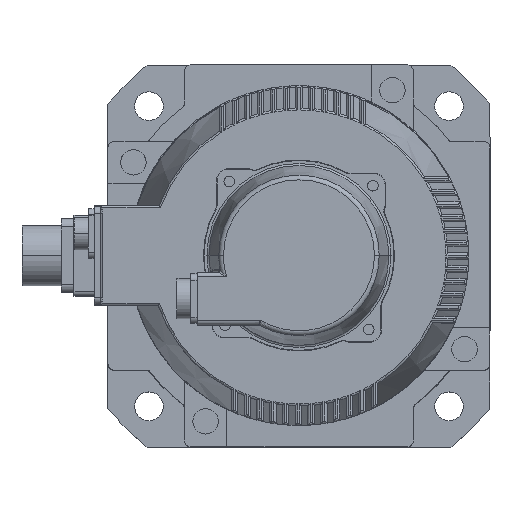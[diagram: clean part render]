
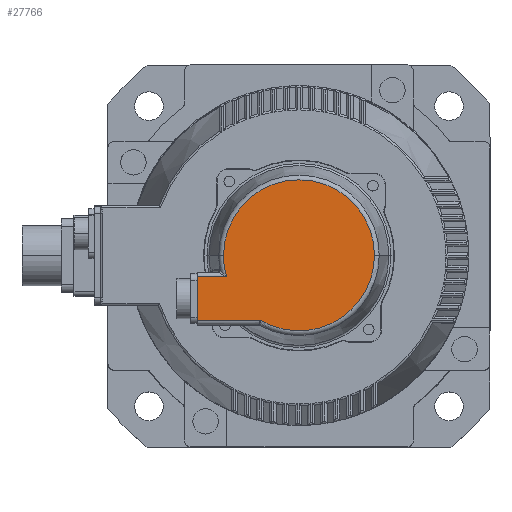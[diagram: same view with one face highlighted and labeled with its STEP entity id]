
A CAD part, top view. The second image highlights one B-rep face of the part: STEP entity #27766.
In plain terms, the highlighted face is planar.
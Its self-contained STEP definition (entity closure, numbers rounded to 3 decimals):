
#231 = EDGE_CURVE ( 'NONE', #27657, #8837, #11048, .T. ) ;
#546 = DIRECTION ( 'NONE',  ( 0., 0., -1. ) ) ;
#1522 = EDGE_CURVE ( 'NONE', #21162, #5276, #6938, .T. ) ;
#1644 = DIRECTION ( 'NONE',  ( 0., 0., 1. ) ) ;
#3598 = VERTEX_POINT ( 'NONE', #25509 ) ;
#3601 = CIRCLE ( 'NONE', #27069, 35.574 ) ;
#3809 = DIRECTION ( 'NONE',  ( 0., 0., -1. ) ) ;
#4966 = DIRECTION ( 'NONE',  ( 0., -1., 0. ) ) ;
#4984 = DIRECTION ( 'NONE',  ( 0., 0., -1. ) ) ;
#5133 = ORIENTED_EDGE ( 'NONE', *, *, #25482, .T. ) ;
#5276 = VERTEX_POINT ( 'NONE', #12047 ) ;
#6444 = EDGE_CURVE ( 'NONE', #3598, #21162, #27109, .T. ) ;
#6492 = EDGE_CURVE ( 'NONE', #8837, #25999, #14954, .T. ) ;
#6700 = ORIENTED_EDGE ( 'NONE', *, *, #6492, .T. ) ;
#6938 = LINE ( 'NONE', #20754, #15870 ) ;
#6982 = CARTESIAN_POINT ( 'NONE',  ( 7.854, 0., -48. ) ) ;
#7225 = DIRECTION ( 'NONE',  ( 0., 0., -1. ) ) ;
#8731 = CARTESIAN_POINT ( 'NONE',  ( 30.604, 0., -18.136 ) ) ;
#8837 = VERTEX_POINT ( 'NONE', #8731 ) ;
#8981 = CARTESIAN_POINT ( 'NONE',  ( 37.5, 0., 0. ) ) ;
#10147 = VECTOR ( 'NONE', #13319, 1000. ) ;
#11027 = ORIENTED_EDGE ( 'NONE', *, *, #6444, .T. ) ;
#11048 = LINE ( 'NONE', #15188, #18074 ) ;
#11431 = CARTESIAN_POINT ( 'NONE',  ( 10.104, 0., -34.109 ) ) ;
#11910 = CARTESIAN_POINT ( 'NONE',  ( 0., 0., 0. ) ) ;
#12047 = CARTESIAN_POINT ( 'NONE',  ( 10.104, 0., -48. ) ) ;
#12788 = DIRECTION ( 'NONE',  ( 0., -1., 0. ) ) ;
#12831 = CARTESIAN_POINT ( 'NONE',  ( 0., 0., 35.574 ) ) ;
#13319 = DIRECTION ( 'NONE',  ( 1., 0., 0. ) ) ;
#13377 = CARTESIAN_POINT ( 'NONE',  ( 30.604, 0., -48. ) ) ;
#13969 = DIRECTION ( 'NONE',  ( 0., 0., -1. ) ) ;
#14954 = CIRCLE ( 'NONE', #18718, 35.574 ) ;
#15188 = CARTESIAN_POINT ( 'NONE',  ( 30.604, 0., 0. ) ) ;
#15276 = CARTESIAN_POINT ( 'NONE',  ( 0., 0., 0. ) ) ;
#15667 = EDGE_CURVE ( 'NONE', #5276, #27657, #29039, .T. ) ;
#15870 = VECTOR ( 'NONE', #7225, 1000. ) ;
#17420 = ORIENTED_EDGE ( 'NONE', *, *, #1522, .T. ) ;
#17986 = CARTESIAN_POINT ( 'NONE',  ( 0., 0., 0. ) ) ;
#18074 = VECTOR ( 'NONE', #1644, 1000. ) ;
#18718 = AXIS2_PLACEMENT_3D ( 'NONE', #17986, #18831, #13969 ) ;
#18831 = DIRECTION ( 'NONE',  ( 0., -1., 0. ) ) ;
#19521 = EDGE_LOOP ( 'NONE', ( #6700, #5133, #11027, #17420, #21493, #23593 ) ) ;
#20710 = PLANE ( 'NONE',  #22500 ) ;
#20754 = CARTESIAN_POINT ( 'NONE',  ( 10.104, 0., 0. ) ) ;
#21162 = VERTEX_POINT ( 'NONE', #11431 ) ;
#21493 = ORIENTED_EDGE ( 'NONE', *, *, #15667, .T. ) ;
#22500 = AXIS2_PLACEMENT_3D ( 'NONE', #8981, #4966, #546 ) ;
#23593 = ORIENTED_EDGE ( 'NONE', *, *, #231, .T. ) ;
#25482 = EDGE_CURVE ( 'NONE', #25999, #3598, #3601, .T. ) ;
#25509 = CARTESIAN_POINT ( 'NONE',  ( 0., 0., -35.574 ) ) ;
#25999 = VERTEX_POINT ( 'NONE', #12831 ) ;
#26170 = AXIS2_PLACEMENT_3D ( 'NONE', #11910, #29014, #4984 ) ;
#27069 = AXIS2_PLACEMENT_3D ( 'NONE', #15276, #12788, #3809 ) ;
#27109 = CIRCLE ( 'NONE', #26170, 35.574 ) ;
#27161 = FACE_OUTER_BOUND ( 'NONE', #19521, .T. ) ;
#27657 = VERTEX_POINT ( 'NONE', #13377 ) ;
#27766 = ADVANCED_FACE ( 'NONE', ( #27161 ), #20710, .T. ) ;
#29014 = DIRECTION ( 'NONE',  ( 0., -1., 0. ) ) ;
#29039 = LINE ( 'NONE', #6982, #10147 ) ;
